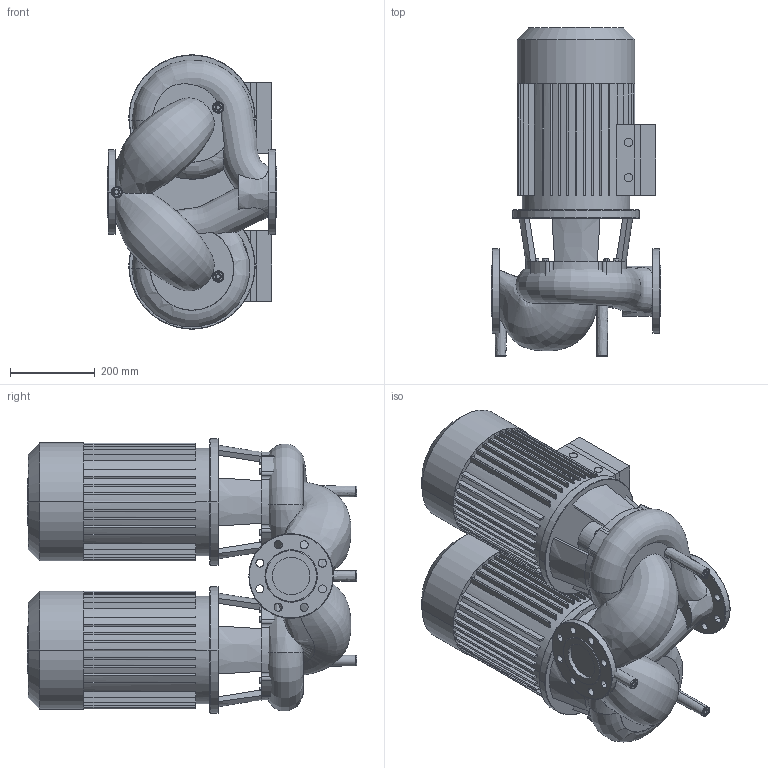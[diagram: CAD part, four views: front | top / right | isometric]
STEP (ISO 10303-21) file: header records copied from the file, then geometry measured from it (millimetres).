
FILE_DESCRIPTION((''),'2;1');
FILE_NAME('3d_DL80_140-7_5_2-2121052.stp','2016-05-24T12:40:30',(''),(''),'Mechanical Desktop 2009','Mechanical Desktop 2009',', , ');
FILE_SCHEMA(('CONFIG_CONTROL_DESIGN'));
Length unit declared in the file: millimetre
Products named in the file (1): Product
Bounding box: 400 x 779 x 649 mm (x, y, z)
Volume: 81483335.8 mm3; surface area: 3124024.7 mm2
Topology: 17 solids, 17 shells, 777 faces, 2132 edges, 1419 vertices
Faces by surface type: bspline 329, plane 250, cylinder 180, cone 14, torus 4
Entity records: 47039 total; most frequent: CARTESIAN_POINT 27830, ORIENTED_EDGE 4256, DIRECTION 3563, EDGE_CURVE 2128, VERTEX_POINT 1417, AXIS2_PLACEMENT_3D 1190, VECTOR 1183, LINE 1183
